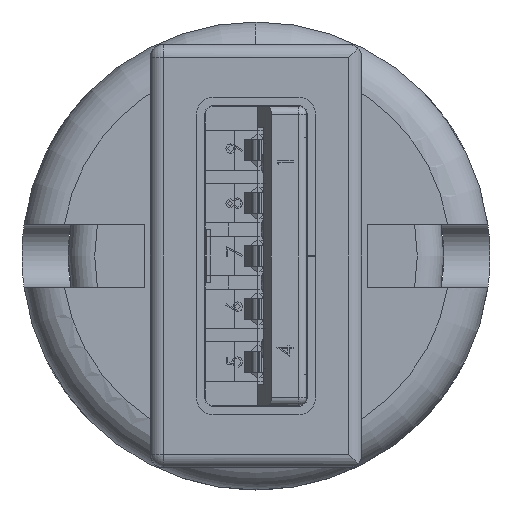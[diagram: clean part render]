
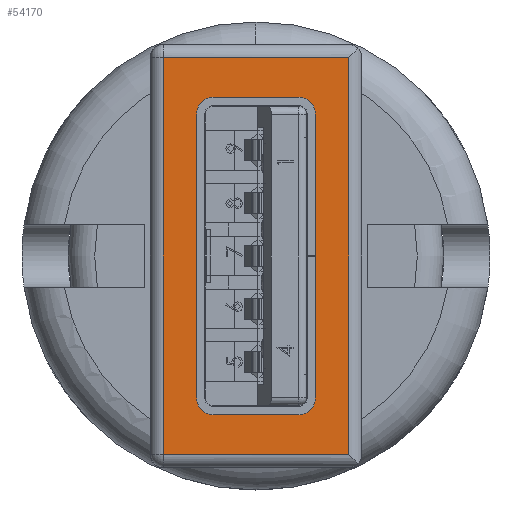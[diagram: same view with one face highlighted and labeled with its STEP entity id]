
A CAD part, left-side view. The second image highlights one B-rep face of the part: STEP entity #54170.
In plain terms, the highlighted face is planar.
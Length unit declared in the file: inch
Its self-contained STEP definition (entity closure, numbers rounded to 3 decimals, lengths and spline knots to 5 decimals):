
#220 = EDGE_LOOP ( 'NONE', ( #31186, #838, #22934, #28299, #48526, #2523, #28722, #14493 ) ) ;
#349 = EDGE_CURVE ( 'NONE', #32178, #36925, #19187, .T. ) ;
#838 = ORIENTED_EDGE ( 'NONE', *, *, #43270, .F. ) ;
#967 = DIRECTION ( 'NONE',  ( 0., 1., 0. ) ) ;
#1090 = LINE ( 'NONE', #49671, #7307 ) ;
#2176 = DIRECTION ( 'NONE',  ( -1., 0., 0. ) ) ;
#2523 = ORIENTED_EDGE ( 'NONE', *, *, #349, .F. ) ;
#3367 = VECTOR ( 'NONE', #55973, 39.37008 ) ;
#3782 = CIRCLE ( 'NONE', #34871, 0.0252 ) ;
#4481 = DIRECTION ( 'NONE',  ( 1., 0., 0. ) ) ;
#4684 = CARTESIAN_POINT ( 'NONE',  ( 0.21102, -0.06339, -0.47244 ) ) ;
#5281 = DIRECTION ( 'NONE',  ( 0., 0., 1. ) ) ;
#5294 = VECTOR ( 'NONE', #967, 39.37008 ) ;
#6679 = CARTESIAN_POINT ( 'NONE',  ( 0.23622, 0.06339, -0.47244 ) ) ;
#7127 = EDGE_CURVE ( 'NONE', #17046, #49121, #23652, .T. ) ;
#7307 = VECTOR ( 'NONE', #36690, 39.37008 ) ;
#7436 = VERTEX_POINT ( 'NONE', #24823 ) ;
#7782 = CARTESIAN_POINT ( 'NONE',  ( 0.29528, -0.1378, -0.47244 ) ) ;
#7918 = AXIS2_PLACEMENT_3D ( 'NONE', #39252, #30164, #17559 ) ;
#8068 = LINE ( 'NONE', #9484, #5294 ) ;
#8356 = DIRECTION ( 'NONE',  ( -1., 0., 0. ) ) ;
#9484 = CARTESIAN_POINT ( 'NONE',  ( 0.23622, -0.06339, -0.47244 ) ) ;
#9767 = VERTEX_POINT ( 'NONE', #42313 ) ;
#10887 = FACE_BOUND ( 'NONE', #220, .T. ) ;
#11605 = AXIS2_PLACEMENT_3D ( 'NONE', #35999, #5281, #40454 ) ;
#11767 = VERTEX_POINT ( 'NONE', #22098 ) ;
#12577 = CARTESIAN_POINT ( 'NONE',  ( -0.21102, 0.06339, -0.47244 ) ) ;
#14235 = EDGE_CURVE ( 'NONE', #36925, #16027, #17257, .T. ) ;
#14493 = ORIENTED_EDGE ( 'NONE', *, *, #32841, .F. ) ;
#14937 = CARTESIAN_POINT ( 'NONE',  ( 0.31496, 0.15748, -0.47244 ) ) ;
#15310 = AXIS2_PLACEMENT_3D ( 'NONE', #14937, #36651, #32399 ) ;
#16027 = VERTEX_POINT ( 'NONE', #47977 ) ;
#16330 = DIRECTION ( 'NONE',  ( 1., 0., 0. ) ) ;
#17046 = VERTEX_POINT ( 'NONE', #21695 ) ;
#17257 = LINE ( 'NONE', #17898, #20702 ) ;
#17559 = DIRECTION ( 'NONE',  ( -1., 0., 0. ) ) ;
#17898 = CARTESIAN_POINT ( 'NONE',  ( -0.21102, -0.08858, -0.47244 ) ) ;
#18920 = CARTESIAN_POINT ( 'NONE',  ( -0.23622, -0.06339, -0.47244 ) ) ;
#18993 = VERTEX_POINT ( 'NONE', #53041 ) ;
#19187 = CIRCLE ( 'NONE', #11605, 0.0252 ) ;
#19970 = EDGE_LOOP ( 'NONE', ( #38234, #30304, #22208, #34409 ) ) ;
#20073 = AXIS2_PLACEMENT_3D ( 'NONE', #12577, #43569, #8356 ) ;
#20648 = EDGE_CURVE ( 'NONE', #9767, #43001, #54762, .T. ) ;
#20702 = VECTOR ( 'NONE', #53470, 39.37008 ) ;
#21695 = CARTESIAN_POINT ( 'NONE',  ( -0.29528, 0.1378, -0.47244 ) ) ;
#21790 = CARTESIAN_POINT ( 'NONE',  ( -0.29528, -0.1378, -0.47244 ) ) ;
#22098 = CARTESIAN_POINT ( 'NONE',  ( 0.23622, -0.06339, -0.47244 ) ) ;
#22208 = ORIENTED_EDGE ( 'NONE', *, *, #33798, .T. ) ;
#22934 = ORIENTED_EDGE ( 'NONE', *, *, #56176, .F. ) ;
#23652 = LINE ( 'NONE', #27720, #51996 ) ;
#24764 = FACE_OUTER_BOUND ( 'NONE', #19970, .T. ) ;
#24823 = CARTESIAN_POINT ( 'NONE',  ( -0.23622, 0.06339, -0.47244 ) ) ;
#26909 = DIRECTION ( 'NONE',  ( -1., 0., 0. ) ) ;
#27538 = PLANE ( 'NONE',  #15310 ) ;
#27720 = CARTESIAN_POINT ( 'NONE',  ( -0.29528, -0.15748, -0.47244 ) ) ;
#28299 = ORIENTED_EDGE ( 'NONE', *, *, #51237, .F. ) ;
#28722 = ORIENTED_EDGE ( 'NONE', *, *, #50071, .F. ) ;
#29710 = CARTESIAN_POINT ( 'NONE',  ( 0.31496, -0.1378, -0.47244 ) ) ;
#30137 = VECTOR ( 'NONE', #16330, 39.37008 ) ;
#30164 = DIRECTION ( 'NONE',  ( 0., 0., 1. ) ) ;
#30304 = ORIENTED_EDGE ( 'NONE', *, *, #56409, .T. ) ;
#31186 = ORIENTED_EDGE ( 'NONE', *, *, #20648, .F. ) ;
#31198 = VERTEX_POINT ( 'NONE', #6679 ) ;
#31440 = EDGE_CURVE ( 'NONE', #18993, #17046, #42408, .T. ) ;
#32178 = VERTEX_POINT ( 'NONE', #18920 ) ;
#32223 = LINE ( 'NONE', #29710, #30137 ) ;
#32399 = DIRECTION ( 'NONE',  ( -1., 0., 0. ) ) ;
#32841 = EDGE_CURVE ( 'NONE', #43001, #7436, #43664, .T. ) ;
#32877 = CARTESIAN_POINT ( 'NONE',  ( -0.21102, 0.08858, -0.47244 ) ) ;
#33798 = EDGE_CURVE ( 'NONE', #48150, #18993, #39322, .T. ) ;
#34031 = VECTOR ( 'NONE', #2176, 39.37008 ) ;
#34409 = ORIENTED_EDGE ( 'NONE', *, *, #31440, .T. ) ;
#34829 = DIRECTION ( 'NONE',  ( 0., 0., 1. ) ) ;
#34871 = AXIS2_PLACEMENT_3D ( 'NONE', #4684, #34829, #4481 ) ;
#35999 = CARTESIAN_POINT ( 'NONE',  ( -0.21102, -0.06339, -0.47244 ) ) ;
#36651 = DIRECTION ( 'NONE',  ( 0., 0., -1. ) ) ;
#36690 = DIRECTION ( 'NONE',  ( 0., -1., 0. ) ) ;
#36925 = VERTEX_POINT ( 'NONE', #44164 ) ;
#38234 = ORIENTED_EDGE ( 'NONE', *, *, #7127, .T. ) ;
#39252 = CARTESIAN_POINT ( 'NONE',  ( 0.21102, 0.06339, -0.47244 ) ) ;
#39297 = CIRCLE ( 'NONE', #7918, 0.0252 ) ;
#39322 = LINE ( 'NONE', #42486, #3367 ) ;
#40454 = DIRECTION ( 'NONE',  ( -1., 0., 0. ) ) ;
#41266 = CARTESIAN_POINT ( 'NONE',  ( -0.21102, 0.08858, -0.47244 ) ) ;
#42313 = CARTESIAN_POINT ( 'NONE',  ( 0.21102, 0.08858, -0.47244 ) ) ;
#42408 = LINE ( 'NONE', #44380, #52111 ) ;
#42486 = CARTESIAN_POINT ( 'NONE',  ( 0.29528, 0.15748, -0.47244 ) ) ;
#43001 = VERTEX_POINT ( 'NONE', #32877 ) ;
#43270 = EDGE_CURVE ( 'NONE', #31198, #9767, #39297, .T. ) ;
#43569 = DIRECTION ( 'NONE',  ( 0., 0., 1. ) ) ;
#43664 = CIRCLE ( 'NONE', #20073, 0.0252 ) ;
#44164 = CARTESIAN_POINT ( 'NONE',  ( -0.21102, -0.08858, -0.47244 ) ) ;
#44380 = CARTESIAN_POINT ( 'NONE',  ( -0.31496, 0.1378, -0.47244 ) ) ;
#47977 = CARTESIAN_POINT ( 'NONE',  ( 0.21102, -0.08858, -0.47244 ) ) ;
#48150 = VERTEX_POINT ( 'NONE', #7782 ) ;
#48526 = ORIENTED_EDGE ( 'NONE', *, *, #14235, .F. ) ;
#49121 = VERTEX_POINT ( 'NONE', #21790 ) ;
#49671 = CARTESIAN_POINT ( 'NONE',  ( -0.23622, -0.06339, -0.47244 ) ) ;
#50071 = EDGE_CURVE ( 'NONE', #7436, #32178, #1090, .T. ) ;
#51237 = EDGE_CURVE ( 'NONE', #16027, #11767, #3782, .T. ) ;
#51996 = VECTOR ( 'NONE', #54409, 39.37008 ) ;
#52111 = VECTOR ( 'NONE', #26909, 39.37008 ) ;
#53041 = CARTESIAN_POINT ( 'NONE',  ( 0.29528, 0.1378, -0.47244 ) ) ;
#53470 = DIRECTION ( 'NONE',  ( 1., 0., 0. ) ) ;
#54170 = ADVANCED_FACE ( '?1', ( #10887, #24764 ), #27538, .F. ) ;
#54409 = DIRECTION ( 'NONE',  ( 0., -1., 0. ) ) ;
#54762 = LINE ( 'NONE', #41266, #34031 ) ;
#55973 = DIRECTION ( 'NONE',  ( 0., 1., 0. ) ) ;
#56176 = EDGE_CURVE ( 'NONE', #11767, #31198, #8068, .T. ) ;
#56409 = EDGE_CURVE ( 'NONE', #49121, #48150, #32223, .T. ) ;
